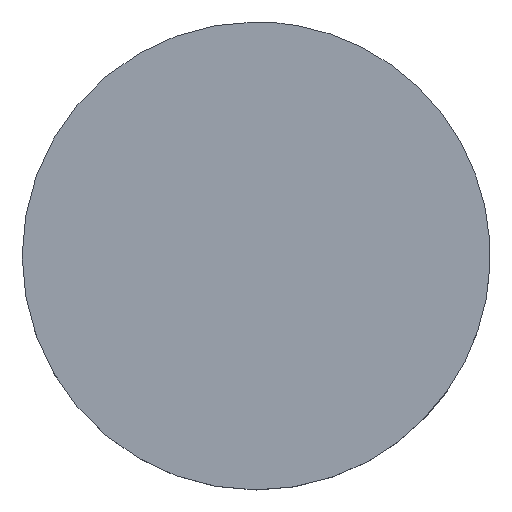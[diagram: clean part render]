
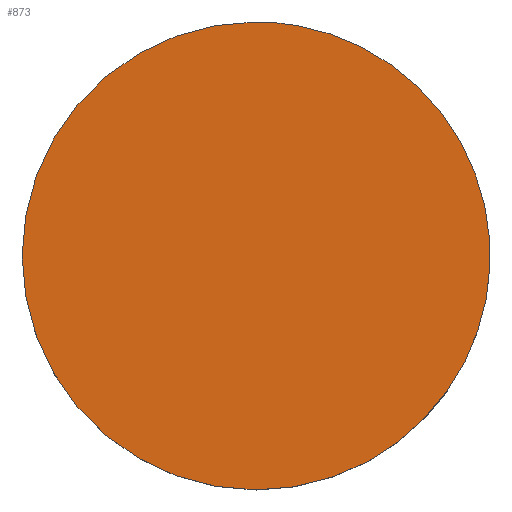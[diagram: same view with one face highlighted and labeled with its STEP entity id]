
A CAD part, top view. The second image highlights one B-rep face of the part: STEP entity #873.
In plain terms, the highlighted planar face has unit normal (0, 0, 1).
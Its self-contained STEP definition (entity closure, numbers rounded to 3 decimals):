
#547 = CYLINDRICAL_SURFACE('',#548,13.);
#548 = AXIS2_PLACEMENT_3D('',#549,#550,#551);
#549 = CARTESIAN_POINT('',(0.,0.,0.));
#550 = DIRECTION('',(0.,0.,-1.));
#551 = DIRECTION('',(0.,-1.,0.));
#577 = ( BOUNDED_SURFACE() B_SPLINE_SURFACE(2,1,(
    (#578,#579)
    ,(#580,#581)
    ,(#582,#583)
    ,(#584,#585)
,(#586,#587
    )),.UNSPECIFIED.,.F.,.F.,.F.) B_SPLINE_SURFACE_WITH_KNOTS((3,2,3),(2
    ,2),(0.,1.571,3.142),(0.,3.),
.PIECEWISE_BEZIER_KNOTS.) GEOMETRIC_REPRESENTATION_ITEM() 
RATIONAL_B_SPLINE_SURFACE((
    (1.,1.)
    ,(0.707,0.707)
    ,(1.,1.)
    ,(0.707,0.707)
,(1.,1.))) REPRESENTATION_ITEM('') SURFACE() );
#578 = CARTESIAN_POINT('',(0.,-13.,0.));
#579 = CARTESIAN_POINT('',(0.,-13.,-3.));
#580 = CARTESIAN_POINT('',(13.,-13.,0.));
#581 = CARTESIAN_POINT('',(13.,-13.,-3.));
#582 = CARTESIAN_POINT('',(13.,0.,0.));
#583 = CARTESIAN_POINT('',(13.,0.,-3.));
#584 = CARTESIAN_POINT('',(13.,13.,0.));
#585 = CARTESIAN_POINT('',(13.,13.,-3.));
#586 = CARTESIAN_POINT('',(0.,13.,0.));
#587 = CARTESIAN_POINT('',(0.,13.,-3.));
#727 = VERTEX_POINT('',#728);
#728 = CARTESIAN_POINT('',(0.,-13.,0.));
#749 = EDGE_CURVE('',#727,#750,#752,.T.);
#750 = VERTEX_POINT('',#751);
#751 = CARTESIAN_POINT('',(0.,13.,0.));
#752 = SURFACE_CURVE('',#753,(#758,#765),.PCURVE_S1.);
#753 = CIRCLE('',#754,13.);
#754 = AXIS2_PLACEMENT_3D('',#755,#756,#757);
#755 = CARTESIAN_POINT('',(0.,0.,0.));
#756 = DIRECTION('',(-0.,0.,-1.));
#757 = DIRECTION('',(0.,-1.,0.));
#758 = PCURVE('',#547,#759);
#759 = DEFINITIONAL_REPRESENTATION('',(#760),#764);
#760 = LINE('',#761,#762);
#761 = CARTESIAN_POINT('',(0.,0.));
#762 = VECTOR('',#763,1.);
#763 = DIRECTION('',(1.,0.));
#764 = ( GEOMETRIC_REPRESENTATION_CONTEXT(2) 
PARAMETRIC_REPRESENTATION_CONTEXT() REPRESENTATION_CONTEXT('2D SPACE',''
  ) );
#765 = PCURVE('',#766,#771);
#766 = PLANE('',#767);
#767 = AXIS2_PLACEMENT_3D('',#768,#769,#770);
#768 = CARTESIAN_POINT('',(0.,0.,0.));
#769 = DIRECTION('',(0.,0.,1.));
#770 = DIRECTION('',(0.,1.,0.));
#771 = DEFINITIONAL_REPRESENTATION('',(#772),#780);
#772 = ( BOUNDED_CURVE() B_SPLINE_CURVE(2,(#773,#774,#775,#776,#777,#778
,#779),.UNSPECIFIED.,.T.,.F.) B_SPLINE_CURVE_WITH_KNOTS((1,2,2,2,2,1),(
    -2.094,0.,2.094,4.189,6.283,
8.378),.UNSPECIFIED.) CURVE() GEOMETRIC_REPRESENTATION_ITEM() 
RATIONAL_B_SPLINE_CURVE((1.,0.5,1.,0.5,1.,0.5,1.)) REPRESENTATION_ITEM(
  '') );
#773 = CARTESIAN_POINT('',(-13.,0.));
#774 = CARTESIAN_POINT('',(-13.,22.517));
#775 = CARTESIAN_POINT('',(6.5,11.258));
#776 = CARTESIAN_POINT('',(26.,0.));
#777 = CARTESIAN_POINT('',(6.5,-11.258));
#778 = CARTESIAN_POINT('',(-13.,-22.517));
#779 = CARTESIAN_POINT('',(-13.,0.));
#780 = ( GEOMETRIC_REPRESENTATION_CONTEXT(2) 
PARAMETRIC_REPRESENTATION_CONTEXT() REPRESENTATION_CONTEXT('2D SPACE',''
  ) );
#808 = EDGE_CURVE('',#727,#750,#809,.T.);
#809 = SURFACE_CURVE('',#810,(#816,#825),.PCURVE_S1.);
#810 = ( BOUNDED_CURVE() B_SPLINE_CURVE(2,(#811,#812,#813,#814,#815),
.UNSPECIFIED.,.F.,.F.) B_SPLINE_CURVE_WITH_KNOTS((3,2,3),(0.,
1.571,3.142),.PIECEWISE_BEZIER_KNOTS.) CURVE() 
GEOMETRIC_REPRESENTATION_ITEM() RATIONAL_B_SPLINE_CURVE((1.,
0.707,1.,0.707,1.)) REPRESENTATION_ITEM('') );
#811 = CARTESIAN_POINT('',(0.,-13.,0.));
#812 = CARTESIAN_POINT('',(13.,-13.,0.));
#813 = CARTESIAN_POINT('',(13.,0.,0.));
#814 = CARTESIAN_POINT('',(13.,13.,0.));
#815 = CARTESIAN_POINT('',(0.,13.,0.));
#816 = PCURVE('',#577,#817);
#817 = DEFINITIONAL_REPRESENTATION('',(#818),#824);
#818 = B_SPLINE_CURVE_WITH_KNOTS('',2,(#819,#820,#821,#822,#823),
  .UNSPECIFIED.,.F.,.F.,(3,2,3),(0.,1.571,3.142),
  .PIECEWISE_BEZIER_KNOTS.);
#819 = CARTESIAN_POINT('',(0.,0.));
#820 = CARTESIAN_POINT('',(0.785,0.));
#821 = CARTESIAN_POINT('',(1.571,0.));
#822 = CARTESIAN_POINT('',(2.356,0.));
#823 = CARTESIAN_POINT('',(3.142,0.));
#824 = ( GEOMETRIC_REPRESENTATION_CONTEXT(2) 
PARAMETRIC_REPRESENTATION_CONTEXT() REPRESENTATION_CONTEXT('2D SPACE',''
  ) );
#825 = PCURVE('',#766,#826);
#826 = DEFINITIONAL_REPRESENTATION('',(#827),#833);
#827 = ( BOUNDED_CURVE() B_SPLINE_CURVE(2,(#828,#829,#830,#831,#832),
.UNSPECIFIED.,.F.,.F.) B_SPLINE_CURVE_WITH_KNOTS((3,2,3),(0.,
1.571,3.142),.PIECEWISE_BEZIER_KNOTS.) CURVE() 
GEOMETRIC_REPRESENTATION_ITEM() RATIONAL_B_SPLINE_CURVE((1.,
0.707,1.,0.707,1.)) REPRESENTATION_ITEM('') );
#828 = CARTESIAN_POINT('',(-13.,0.));
#829 = CARTESIAN_POINT('',(-13.,-13.));
#830 = CARTESIAN_POINT('',(0.,-13.));
#831 = CARTESIAN_POINT('',(13.,-13.));
#832 = CARTESIAN_POINT('',(13.,0.));
#833 = ( GEOMETRIC_REPRESENTATION_CONTEXT(2) 
PARAMETRIC_REPRESENTATION_CONTEXT() REPRESENTATION_CONTEXT('2D SPACE',''
  ) );
#873 = ADVANCED_FACE('',(#874),#766,.T.);
#874 = FACE_BOUND('',#875,.T.);
#875 = EDGE_LOOP('',(#876,#877));
#876 = ORIENTED_EDGE('',*,*,#749,.F.);
#877 = ORIENTED_EDGE('',*,*,#808,.T.);
